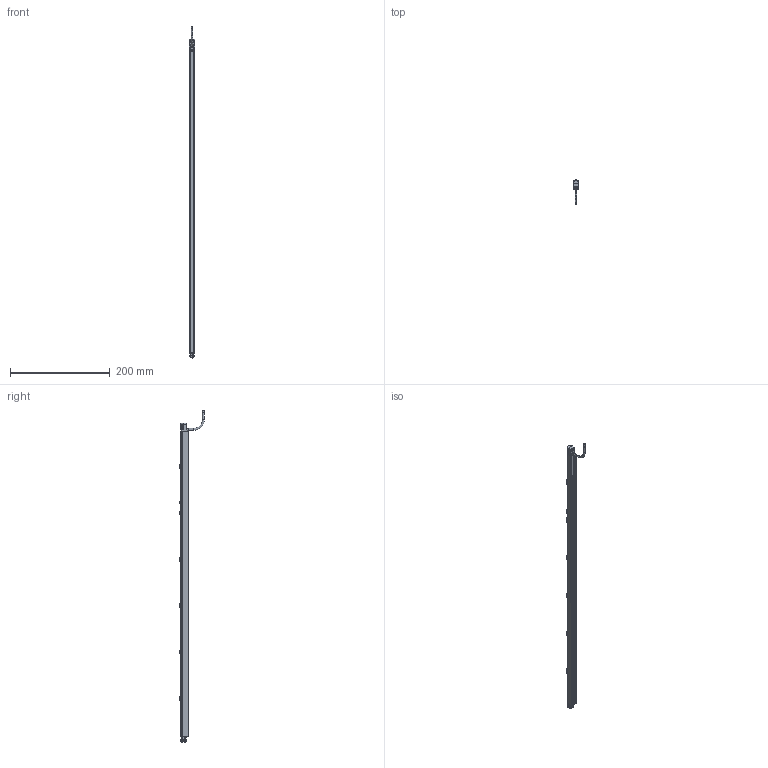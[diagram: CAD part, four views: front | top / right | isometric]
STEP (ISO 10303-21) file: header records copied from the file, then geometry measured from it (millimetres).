
FILE_DESCRIPTION((''),'2;1');
FILE_NAME('216838_ASM','2020-03-31T13:32:18',('PDMAdmin'),('BANNER ENGINEERING'),'CREO PARAMETRIC BY PTC INC, 2019292','CREO PARAMETRIC BY PTC INC, 2019292','');
FILE_SCHEMA(('CONFIG_CONTROL_DESIGN'));
Products named in the file (28): 214905_AF0; 213799_AF0; 213800_AF1; 213800_AF0_ASM; 213799_AF1; 213800_AF3; 213800_AF2_ASM; 213799_AF2; 213800_AF5; 213800_AF4_ASM; 213799_AF3; 213800_AF7; 213800_AF6_ASM; 213799_AF4; 213800_AF9; 213800_AF8_ASM; 213799_AF5; 213800_AF11; 213800_AF10_ASM; 213113_AF1; 213732_AF0; 213113_AF0_ASM; 212546_AF0; 212547_AF0; 212548_AF0; TTR_SPRING_ENDCAP_212548_AF0_ASM; TTR_WEB_CABLE_SNUB; 216838_ASM
Assembly tree (27 placements, depth 3):
  216838_ASM
    214905_AF0
    213800_AF0_ASM
      213799_AF0
      213800_AF1
    213800_AF2_ASM
      213799_AF1
      213800_AF3
    213800_AF4_ASM
      213799_AF2
      213800_AF5
    213800_AF6_ASM
      213799_AF3
      213800_AF7
    213800_AF8_ASM
      213799_AF4
      213800_AF9
    213800_AF10_ASM
      213799_AF5
      213800_AF11
    213113_AF0_ASM
      213113_AF1
      213732_AF0
    212546_AF0
    TTR_SPRING_ENDCAP_212548_AF0_ASM
      212547_AF0
      212548_AF0
    TTR_WEB_CABLE_SNUB
Bounding box: 12 x 50 x 667.3 mm (x, y, z)
Volume: 39036.5 mm3; surface area: 70916.5 mm2
Topology: 19 solids, 21 shells, 1439 faces, 3743 edges, 2317 vertices
Faces by surface type: bspline 484, plane 455, cylinder 329, cone 85, sphere 30, revolution 24, torus 18, extrusion 14
Entity records: 82318 total; most frequent: CARTESIAN_POINT 51863, ORIENTED_EDGE 7414, DIRECTION 4479, EDGE_CURVE 3717, VERTEX_POINT 2317, B_SPLINE_CURVE_WITH_KNOTS 1876, AXIS2_PLACEMENT_3D 1570, EDGE_LOOP 1476
